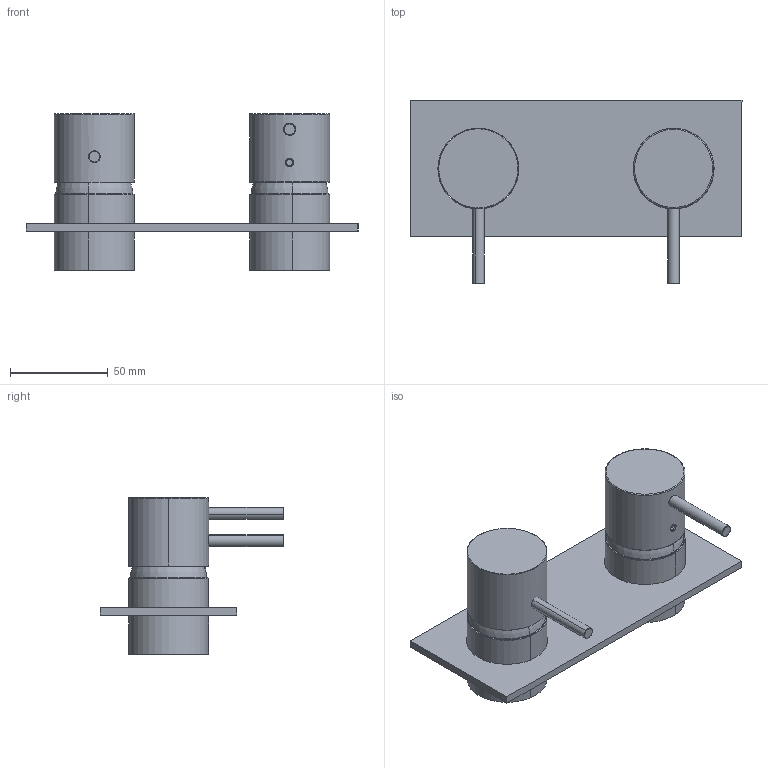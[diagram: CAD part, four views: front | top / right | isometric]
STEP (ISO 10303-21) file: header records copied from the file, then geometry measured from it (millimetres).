
FILE_DESCRIPTION (( 'STEP AP214' ), '1' );
FILE_NAME ('C35.0057 3D.STEP', '2023-01-19T16:49:27', ( '' ), ( '' ), 'SwSTEP 2.0', 'SolidWorks 2022', '' );
FILE_SCHEMA (( 'AUTOMOTIVE_DESIGN' ));
Length unit declared in the file: millimetre
Products named in the file (7): 0280.001.00.STEP; C35.0057 3D; 0039.007.00.STEP; 0039.009.00.STEP; 0039.010.00.STEP; 0044.000.23; C35.0057.STEP
Assembly tree (8 placements, depth 3):
  C35.0057 3D
    C35.0057.STEP
      0039.007.00.STEP  x2
      0039.009.00.STEP
      0039.010.00.STEP
      0280.001.00.STEP
    0044.000.23  x2
Bounding box: 170 x 94 x 80.2 mm (x, y, z)
Volume: 76073.7 mm3; surface area: 76558.9 mm2
Topology: 7 solids, 7 shells, 334 faces, 876 edges, 564 vertices
Faces by surface type: plane 151, cylinder 129, cone 32, torus 22
Entity records: 10451 total; most frequent: CARTESIAN_POINT 2513, DIRECTION 1650, ORIENTED_EDGE 1608, EDGE_CURVE 804, AXIS2_PLACEMENT_3D 586, VERTEX_POINT 524, LINE 478, VECTOR 478
